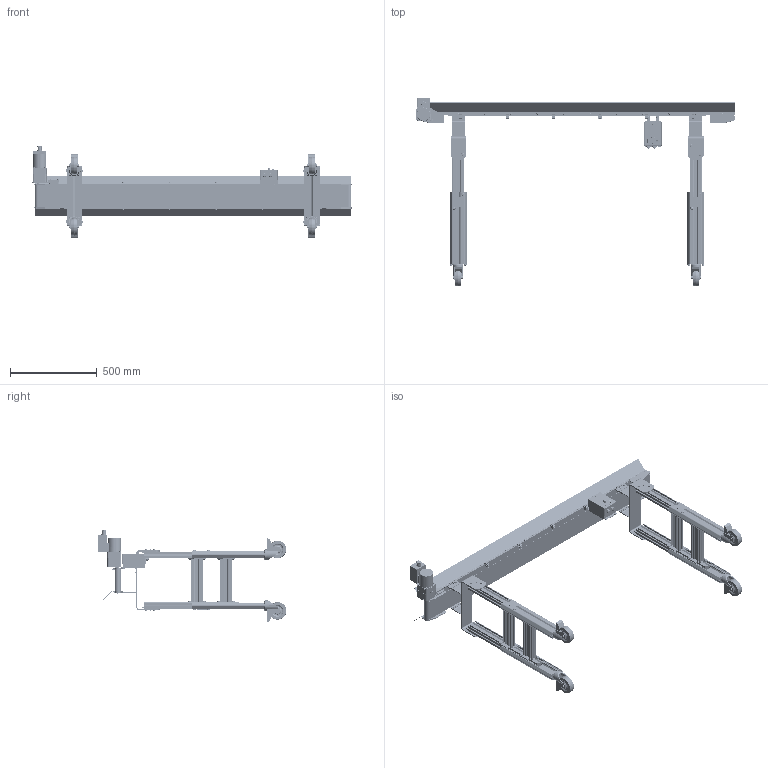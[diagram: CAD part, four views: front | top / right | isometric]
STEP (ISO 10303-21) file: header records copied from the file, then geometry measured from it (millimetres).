
FILE_DESCRIPTION (( 'STEP AP214' ), '1' );
FILE_NAME ('Infeed Conveyor - 3D Model (STEP VER 1.0).STEP', '2020-01-16T00:14:39', ( '' ), ( '' ), 'SwSTEP 2.0', 'SolidWorks 2019', '' );
FILE_SCHEMA (( 'AUTOMOTIVE_DESIGN' ));
Length unit declared in the file: inch
Products named in the file (1): Infeed Conveyor - 3D Model (STEP VER 1.0)
Bounding box: 1841.43 x 1089.57 x 533.02 mm (x, y, z)
Surface area: 4665099.3 mm2 (no closed solid volume)
Topology: 0 solids, 8 shells, 6161 faces, 16402 edges, 10275 vertices
Faces by surface type: plane 2828, cylinder 2083, cone 760, bspline 448, torus 42
Entity records: 299226 total; most frequent: CARTESIAN_POINT 69801, ORIENTED_EDGE 32654, DIRECTION 30217, EDGE_CURVE 16329, AXIS2_PLACEMENT_3D 10779, VERTEX_POINT 10275, LINE 8659, VECTOR 8659
